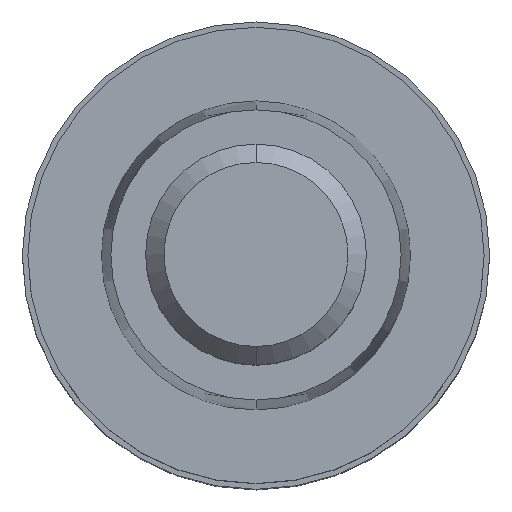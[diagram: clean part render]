
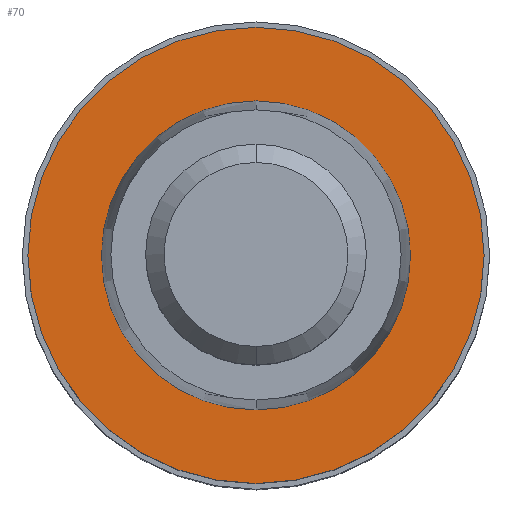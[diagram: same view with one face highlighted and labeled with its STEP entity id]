
A CAD part, top view. The second image highlights one B-rep face of the part: STEP entity #70.
In plain terms, the highlighted planar face has unit normal (0, 0, 1).
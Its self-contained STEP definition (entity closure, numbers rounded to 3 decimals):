
#30=FACE_BOUND('',#113,.T.);
#31=FACE_BOUND('',#114,.T.);
#70=ADVANCED_FACE('',(#30,#31),#83,.F.);
#83=PLANE('',#412);
#113=EDGE_LOOP('',(#158,#159));
#114=EDGE_LOOP('',(#160,#161));
#158=ORIENTED_EDGE('',*,*,#228,.F.);
#159=ORIENTED_EDGE('',*,*,#231,.F.);
#160=ORIENTED_EDGE('',*,*,#232,.F.);
#161=ORIENTED_EDGE('',*,*,#233,.F.);
#202=VERTEX_POINT('',#598);
#203=VERTEX_POINT('',#599);
#204=VERTEX_POINT('',#606);
#205=VERTEX_POINT('',#607);
#228=EDGE_CURVE('',#202,#203,#258,.T.);
#231=EDGE_CURVE('',#203,#202,#259,.T.);
#232=EDGE_CURVE('',#204,#205,#260,.T.);
#233=EDGE_CURVE('',#205,#204,#261,.T.);
#258=CIRCLE('',#406,6.2);
#259=CIRCLE('',#408,6.2);
#260=CIRCLE('',#410,4.2);
#261=CIRCLE('',#411,4.2);
#406=AXIS2_PLACEMENT_3D('',#597,#495,#496);
#408=AXIS2_PLACEMENT_3D('',#603,#501,#502);
#410=AXIS2_PLACEMENT_3D('',#605,#505,#506);
#411=AXIS2_PLACEMENT_3D('',#608,#507,#508);
#412=AXIS2_PLACEMENT_3D('',#609,#509,#510);
#495=DIRECTION('',(0.,0.,-1.));
#496=DIRECTION('',(0.,1.,0.));
#501=DIRECTION('',(0.,0.,-1.));
#502=DIRECTION('',(0.,-1.,0.));
#505=DIRECTION('',(0.,0.,1.));
#506=DIRECTION('',(0.,1.,0.));
#507=DIRECTION('',(0.,0.,1.));
#508=DIRECTION('',(0.,-1.,0.));
#509=DIRECTION('',(0.,0.,-1.));
#510=DIRECTION('',(0.,1.,0.));
#597=CARTESIAN_POINT('',(0.,0.,20.04));
#598=CARTESIAN_POINT('',(0.,6.2,20.04));
#599=CARTESIAN_POINT('',(0.,-6.2,20.04));
#603=CARTESIAN_POINT('',(0.,0.,20.04));
#605=CARTESIAN_POINT('',(0.,0.,20.04));
#606=CARTESIAN_POINT('',(0.,4.2,20.04));
#607=CARTESIAN_POINT('',(0.,-4.2,20.04));
#608=CARTESIAN_POINT('',(0.,0.,20.04));
#609=CARTESIAN_POINT('',(0.,0.,20.04));
